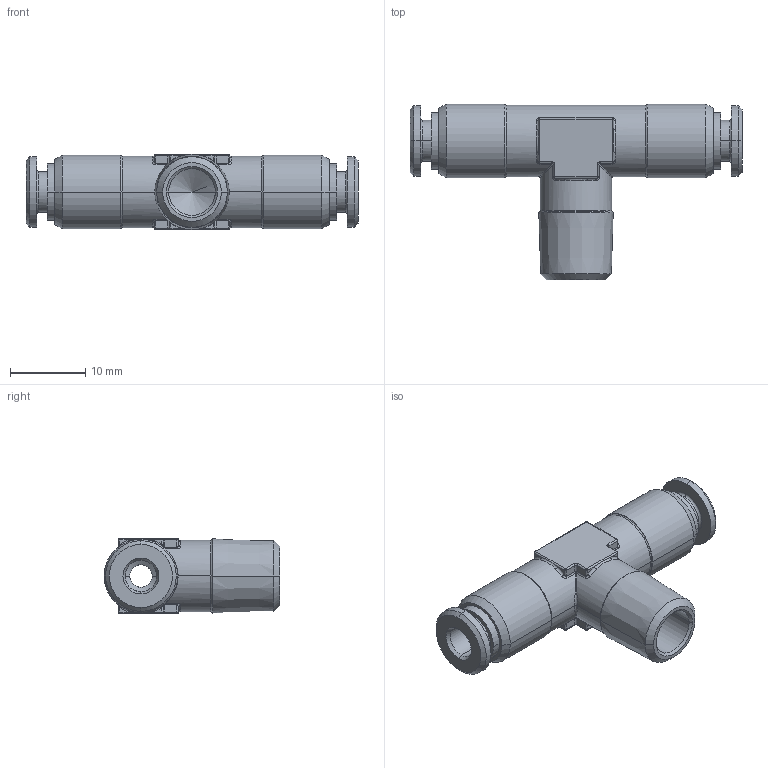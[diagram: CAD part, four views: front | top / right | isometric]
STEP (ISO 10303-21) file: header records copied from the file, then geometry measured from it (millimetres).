
FILE_DESCRIPTION((''),'2;1');
FILE_NAME('mxm.20.04.18',(''),('sopra-pneumatic'),'PRO/ENGINEER BY PARAMETRIC TECHNOLOGY CORPORATION, 2015110','PRO/ENGINEER BY PARAMETRIC TECHNOLOGY CORPORATION, 2015110','');
FILE_SCHEMA(('CONFIG_CONTROL_DESIGN'));
Length unit declared in the file: millimetre
Products named in the file (1): 381856B_941X4-4FF-1-8K
Bounding box: 44.2 x 23.4 x 10 mm (x, y, z)
Volume: 2984.3 mm3; surface area: 3053.2 mm2
Topology: 1 solids, 1 shells, 227 faces, 531 edges, 305 vertices
Faces by surface type: cylinder 80, plane 45, cone 38, torus 30, bspline 22, sphere 12
Entity records: 8231 total; most frequent: CARTESIAN_POINT 3079, DIRECTION 1115, ORIENTED_EDGE 1058, EDGE_CURVE 529, AXIS2_PLACEMENT_3D 457, VERTEX_POINT 305, CIRCLE 252, EDGE_LOOP 240
